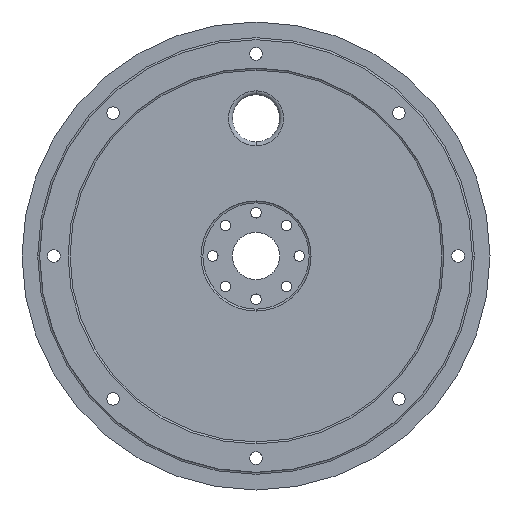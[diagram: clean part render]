
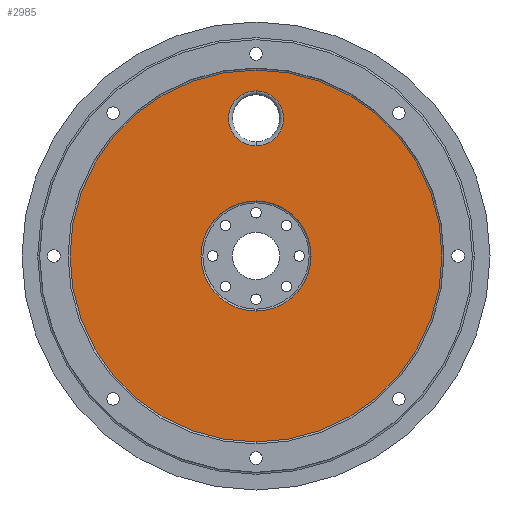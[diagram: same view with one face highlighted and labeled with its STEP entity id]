
A CAD part, front view. The second image highlights one B-rep face of the part: STEP entity #2985.
In plain terms, the highlighted planar face has unit normal (0, -1, 0).
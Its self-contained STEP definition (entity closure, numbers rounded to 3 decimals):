
#72 = VERTEX_POINT ( 'NONE', #1943 ) ;
#251 = CARTESIAN_POINT ( 'NONE',  ( 0., -51.75, -47.782 ) ) ;
#263 = CARTESIAN_POINT ( 'NONE',  ( 0., -51.75, 0. ) ) ;
#275 = DIRECTION ( 'NONE',  ( 0., -1., 0. ) ) ;
#414 = EDGE_CURVE ( 'NONE', #912, #2384, #2643, .T. ) ;
#434 = DIRECTION ( 'NONE',  ( 0., 1., 0. ) ) ;
#485 = CARTESIAN_POINT ( 'NONE',  ( 0., -51.75, 0. ) ) ;
#494 = EDGE_LOOP ( 'NONE', ( #4442, #1139 ) ) ;
#531 = EDGE_CURVE ( 'NONE', #2384, #912, #3586, .T. ) ;
#629 = DIRECTION ( 'NONE',  ( 0., 0., -1. ) ) ;
#666 = AXIS2_PLACEMENT_3D ( 'NONE', #485, #4392, #3940 ) ;
#765 = DIRECTION ( 'NONE',  ( 0., -1., 0. ) ) ;
#777 = DIRECTION ( 'NONE',  ( 0., 0., -1. ) ) ;
#782 = CARTESIAN_POINT ( 'NONE',  ( 0., -51.75, 14. ) ) ;
#799 = DIRECTION ( 'NONE',  ( 0., 0., -1. ) ) ;
#828 = ORIENTED_EDGE ( 'NONE', *, *, #2376, .T. ) ;
#912 = VERTEX_POINT ( 'NONE', #2729 ) ;
#981 = EDGE_LOOP ( 'NONE', ( #3217, #3457 ) ) ;
#1072 = FACE_BOUND ( 'NONE', #4041, .T. ) ;
#1139 = ORIENTED_EDGE ( 'NONE', *, *, #2086, .T. ) ;
#1284 = AXIS2_PLACEMENT_3D ( 'NONE', #4339, #2930, #799 ) ;
#1291 = VERTEX_POINT ( 'NONE', #1589 ) ;
#1295 = DIRECTION ( 'NONE',  ( 0., 0., 1. ) ) ;
#1589 = CARTESIAN_POINT ( 'NONE',  ( 0., -51.75, 28. ) ) ;
#1681 = AXIS2_PLACEMENT_3D ( 'NONE', #251, #275, #629 ) ;
#1685 = DIRECTION ( 'NONE',  ( 0., 1., 0. ) ) ;
#1802 = DIRECTION ( 'NONE',  ( 0., 0., -1. ) ) ;
#1824 = AXIS2_PLACEMENT_3D ( 'NONE', #2475, #434, #1802 ) ;
#1837 = AXIS2_PLACEMENT_3D ( 'NONE', #263, #1685, #1295 ) ;
#1943 = CARTESIAN_POINT ( 'NONE',  ( 0., -51.75, -47.282 ) ) ;
#2086 = EDGE_CURVE ( 'NONE', #3081, #72, #2764, .T. ) ;
#2376 = EDGE_CURVE ( 'NONE', #3391, #1291, #2400, .T. ) ;
#2384 = VERTEX_POINT ( 'NONE', #782 ) ;
#2400 = CIRCLE ( 'NONE', #1824, 7. ) ;
#2446 = AXIS2_PLACEMENT_3D ( 'NONE', #2520, #3909, #777 ) ;
#2475 = CARTESIAN_POINT ( 'NONE',  ( 0., -51.75, 35. ) ) ;
#2520 = CARTESIAN_POINT ( 'NONE',  ( 0., -51.75, 0. ) ) ;
#2643 = CIRCLE ( 'NONE', #666, 14. ) ;
#2729 = CARTESIAN_POINT ( 'NONE',  ( 0., -51.75, -14. ) ) ;
#2764 = CIRCLE ( 'NONE', #3423, 47.282 ) ;
#2823 = CARTESIAN_POINT ( 'NONE',  ( 0., -51.75, 47.282 ) ) ;
#2930 = DIRECTION ( 'NONE',  ( 0., 1., 0. ) ) ;
#2985 = ADVANCED_FACE ( 'NONE', ( #1072, #3810, #3406 ), #3125, .T. ) ;
#3081 = VERTEX_POINT ( 'NONE', #2823 ) ;
#3105 = CIRCLE ( 'NONE', #1284, 7. ) ;
#3125 = PLANE ( 'NONE',  #1681 ) ;
#3217 = ORIENTED_EDGE ( 'NONE', *, *, #531, .T. ) ;
#3219 = DIRECTION ( 'NONE',  ( 0., 0., -1. ) ) ;
#3391 = VERTEX_POINT ( 'NONE', #4142 ) ;
#3406 = FACE_BOUND ( 'NONE', #981, .T. ) ;
#3423 = AXIS2_PLACEMENT_3D ( 'NONE', #3610, #765, #3219 ) ;
#3457 = ORIENTED_EDGE ( 'NONE', *, *, #414, .T. ) ;
#3586 = CIRCLE ( 'NONE', #1837, 14. ) ;
#3610 = CARTESIAN_POINT ( 'NONE',  ( 0., -51.75, 0. ) ) ;
#3810 = FACE_OUTER_BOUND ( 'NONE', #494, .T. ) ;
#3909 = DIRECTION ( 'NONE',  ( 0., -1., 0. ) ) ;
#3940 = DIRECTION ( 'NONE',  ( 0., 0., 1. ) ) ;
#4041 = EDGE_LOOP ( 'NONE', ( #4502, #828 ) ) ;
#4081 = EDGE_CURVE ( 'NONE', #72, #3081, #4404, .T. ) ;
#4134 = EDGE_CURVE ( 'NONE', #1291, #3391, #3105, .T. ) ;
#4142 = CARTESIAN_POINT ( 'NONE',  ( 0., -51.75, 42. ) ) ;
#4339 = CARTESIAN_POINT ( 'NONE',  ( 0., -51.75, 35. ) ) ;
#4392 = DIRECTION ( 'NONE',  ( 0., 1., 0. ) ) ;
#4404 = CIRCLE ( 'NONE', #2446, 47.282 ) ;
#4442 = ORIENTED_EDGE ( 'NONE', *, *, #4081, .T. ) ;
#4502 = ORIENTED_EDGE ( 'NONE', *, *, #4134, .T. ) ;
